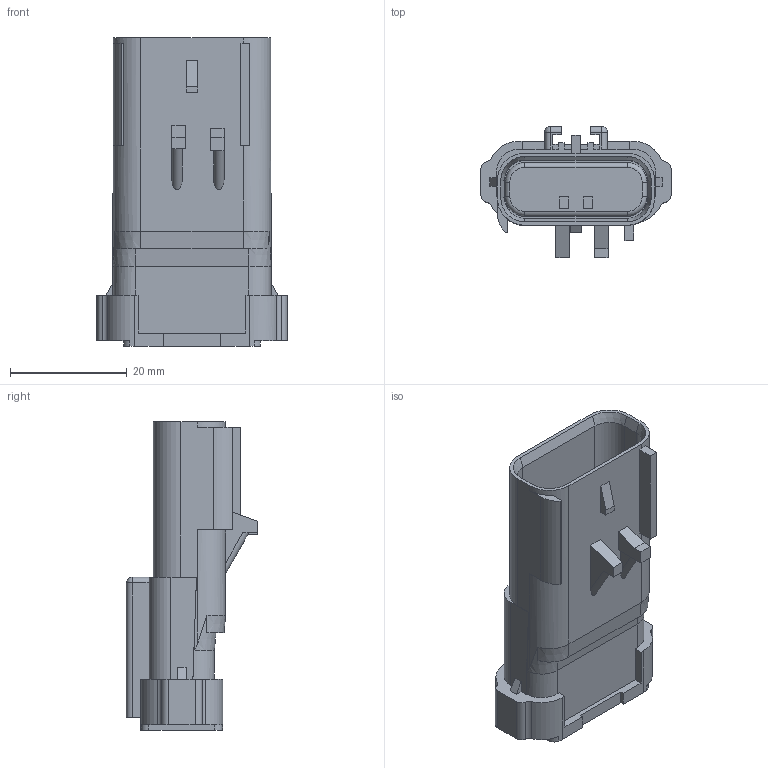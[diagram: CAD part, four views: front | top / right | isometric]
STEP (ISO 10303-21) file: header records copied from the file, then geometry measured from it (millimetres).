
FILE_DESCRIPTION(/* description */ (''),/* implementation_level */ '2;1');
FILE_NAME(/* name */ '35040693-ENV10_01-CONN.stp',/* time_stamp */ '2023-07-14T16:21:52+08:00',/* author */ (''),/* organization */ (''),/* preprocessor_version */ 'ST-DEVELOPER v16',/* originating_system */ 'SIEMENS PLM Software NX 11.0',/* authorisation */ '');
FILE_SCHEMA (('AUTOMOTIVE_DESIGN { 1 0 10303 214 3 1 1 1 }'));
Length unit declared in the file: millimetre
Products named in the file (1): 35040693-ENV10_01-CONN
Bounding box: 32.6 x 22.51 x 53 mm (x, y, z)
Volume: 12979.5 mm3; surface area: 9128.5 mm2
Topology: 1 solids, 1 shells, 222 faces, 600 edges, 387 vertices
Faces by surface type: plane 157, cylinder 49, cone 8, torus 4, sphere 2, extrusion 2
Entity records: 7012 total; most frequent: CARTESIAN_POINT 1330, ORIENTED_EDGE 1200, DIRECTION 1152, EDGE_CURVE 600, VECTOR 470, LINE 468, VERTEX_POINT 387, AXIS2_PLACEMENT_3D 341
